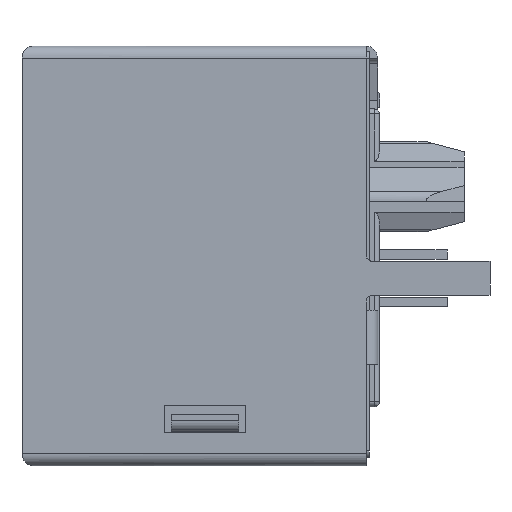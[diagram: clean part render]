
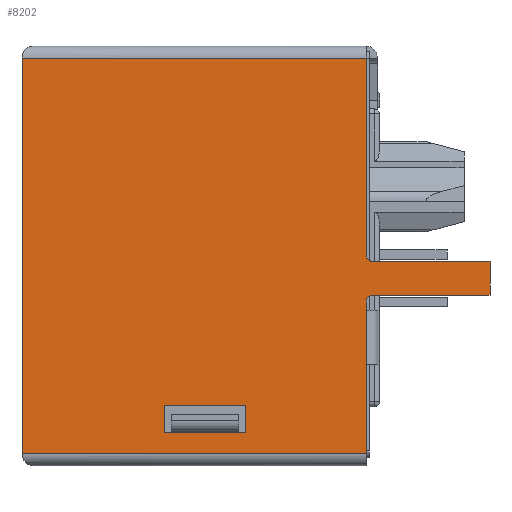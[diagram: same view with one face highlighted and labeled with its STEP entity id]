
A CAD part, left-side view. The second image highlights one B-rep face of the part: STEP entity #8202.
In plain terms, the highlighted planar face has unit normal (-1, 0, 0).
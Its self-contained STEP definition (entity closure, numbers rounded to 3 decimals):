
#1948=DIRECTION('',(0.,0.,1.));
#1949=VECTOR('',#1948,7.374);
#1950=CARTESIAN_POINT('',(-8.128,0.5,-7.823));
#1951=LINE('',#1950,#1949);
#1969=DIRECTION('',(0.,0.,1.));
#1970=VECTOR('',#1969,0.305);
#1971=CARTESIAN_POINT('',(-8.128,0.5,-9.906));
#1972=LINE('',#1971,#1970);
#2118=DIRECTION('',(0.,-1.,0.));
#2119=VECTOR('',#2118,3.048);
#2120=CARTESIAN_POINT('',(-8.128,8.07,-13.462));
#2121=LINE('',#2120,#2119);
#2122=DIRECTION('',(0.,0.,1.));
#2123=VECTOR('',#2122,1.016);
#2124=CARTESIAN_POINT('',(-8.128,8.07,-14.478));
#2125=LINE('',#2124,#2123);
#2126=DIRECTION('',(0.,1.,0.));
#2127=VECTOR('',#2126,3.048);
#2128=CARTESIAN_POINT('',(-8.128,5.022,-14.478));
#2129=LINE('',#2128,#2127);
#2130=DIRECTION('',(0.,0.,-1.));
#2131=VECTOR('',#2130,1.016);
#2132=CARTESIAN_POINT('',(-8.128,5.022,-13.462));
#2133=LINE('',#2132,#2131);
#2134=DIRECTION('',(0.,0.,-1.));
#2135=VECTOR('',#2134,2.032);
#2136=CARTESIAN_POINT('',(-8.128,0.5,-9.906));
#2137=LINE('',#2136,#2135);
#2138=DIRECTION('',(0.,0.,-1.));
#2139=VECTOR('',#2138,3.36);
#2140=CARTESIAN_POINT('',(-8.128,0.5,-11.938));
#2141=LINE('',#2140,#2139);
#2142=DIRECTION('',(0.,1.,0.));
#2143=VECTOR('',#2142,12.903);
#2144=CARTESIAN_POINT('',(-8.128,0.5,-15.298));
#2145=LINE('',#2144,#2143);
#2146=DIRECTION('',(0.,-1.,0.));
#2147=VECTOR('',#2146,12.903);
#2148=CARTESIAN_POINT('',(-8.128,13.404,-0.45));
#2149=LINE('',#2148,#2147);
#2150=DIRECTION('',(0.,-1.,0.));
#2151=VECTOR('',#2150,4.394);
#2152=CARTESIAN_POINT('',(-8.128,0.246,-8.077));
#2153=LINE('',#2152,#2151);
#2576=DIRECTION('',(0.,0.,-1.));
#2577=VECTOR('',#2576,14.849);
#2578=CARTESIAN_POINT('',(-8.128,13.404,-0.45));
#2579=LINE('',#2578,#2577);
#2668=DIRECTION('',(0.,0.,-1.));
#2669=VECTOR('',#2668,1.27);
#2670=CARTESIAN_POINT('',(-8.128,-4.148,-8.077));
#2671=LINE('',#2670,#2669);
#2701=CARTESIAN_POINT('',(-8.128,0.246,-7.823));
#2702=DIRECTION('',(1.,0.,0.));
#2703=DIRECTION('',(0.,0.,-1.));
#2704=AXIS2_PLACEMENT_3D('',#2701,#2702,#2703);
#2714=CARTESIAN_POINT('',(-8.128,0.246,-9.601));
#2715=DIRECTION('',(1.,0.,0.));
#2716=DIRECTION('',(0.,1.,0.));
#2717=AXIS2_PLACEMENT_3D('',#2714,#2715,#2716);
#2728=DIRECTION('',(0.,-1.,0.));
#2729=VECTOR('',#2728,4.394);
#2730=CARTESIAN_POINT('',(-8.128,0.246,-9.347));
#2731=LINE('',#2730,#2729);
#4883=CARTESIAN_POINT('',(-8.128,-4.148,-8.077));
#4885=VERTEX_POINT('',#4883);
#4886=CARTESIAN_POINT('',(-8.128,-4.148,-9.347));
#4887=VERTEX_POINT('',#4886);
#5135=CARTESIAN_POINT('',(-8.128,13.404,-0.45));
#5137=VERTEX_POINT('',#5135);
#5138=CARTESIAN_POINT('',(-8.128,13.404,-15.298));
#5140=VERTEX_POINT('',#5138);
#5243=CARTESIAN_POINT('',(-8.128,0.5,-9.906));
#5244=CARTESIAN_POINT('',(-8.128,0.5,-11.938));
#5245=VERTEX_POINT('',#5243);
#5246=VERTEX_POINT('',#5244);
#5482=CARTESIAN_POINT('',(-8.128,0.5,-0.45));
#5484=VERTEX_POINT('',#5482);
#5489=CARTESIAN_POINT('',(-8.128,0.5,-15.298));
#5491=VERTEX_POINT('',#5489);
#5639=CARTESIAN_POINT('',(-8.128,0.5,-7.823));
#5641=VERTEX_POINT('',#5639);
#5645=CARTESIAN_POINT('',(-8.128,0.246,-8.077));
#5647=VERTEX_POINT('',#5645);
#5652=CARTESIAN_POINT('',(-8.128,0.5,-9.601));
#5653=VERTEX_POINT('',#5652);
#5654=CARTESIAN_POINT('',(-8.128,0.246,-9.347));
#5656=VERTEX_POINT('',#5654);
#6046=CARTESIAN_POINT('',(-8.128,8.07,-13.462));
#6047=VERTEX_POINT('',#6046);
#6048=CARTESIAN_POINT('',(-8.128,5.022,-13.462));
#6049=VERTEX_POINT('',#6048);
#6050=CARTESIAN_POINT('',(-8.128,5.022,-14.478));
#6051=VERTEX_POINT('',#6050);
#6052=CARTESIAN_POINT('',(-8.128,8.07,-14.478));
#6053=VERTEX_POINT('',#6052);
#8166=CARTESIAN_POINT('',(-8.128,13.404,-0.196));
#8167=DIRECTION('',(-1.,0.,0.));
#8168=DIRECTION('',(0.,-1.,0.));
#8169=AXIS2_PLACEMENT_3D('',#8166,#8167,#8168);
#8170=PLANE('',#8169);
#8172=ORIENTED_EDGE('',*,*,#8171,.F.);
#8174=ORIENTED_EDGE('',*,*,#8173,.F.);
#8175=ORIENTED_EDGE('',*,*,#8020,.F.);
#8176=ORIENTED_EDGE('',*,*,#8156,.T.);
#8177=ORIENTED_EDGE('',*,*,#7982,.T.);
#8179=ORIENTED_EDGE('',*,*,#8178,.T.);
#8181=ORIENTED_EDGE('',*,*,#8180,.F.);
#8182=ORIENTED_EDGE('',*,*,#7960,.T.);
#8183=ORIENTED_EDGE('',*,*,#7996,.F.);
#8185=ORIENTED_EDGE('',*,*,#8184,.F.);
#8187=ORIENTED_EDGE('',*,*,#8186,.T.);
#8189=ORIENTED_EDGE('',*,*,#8188,.T.);
#8190=EDGE_LOOP('',(#8172,#8174,#8175,#8176,#8177,#8179,#8181,#8182,#8183,#8185,
#8187,#8189));
#8191=FACE_OUTER_BOUND('',#8190,.F.);
#8193=ORIENTED_EDGE('',*,*,#8192,.F.);
#8195=ORIENTED_EDGE('',*,*,#8194,.F.);
#8197=ORIENTED_EDGE('',*,*,#8196,.F.);
#8199=ORIENTED_EDGE('',*,*,#8198,.F.);
#8200=EDGE_LOOP('',(#8193,#8195,#8197,#8199));
#8201=FACE_BOUND('',#8200,.F.);
#2705=CIRCLE('',#2704,0.254);
#2718=CIRCLE('',#2717,0.254);
#7960=EDGE_CURVE('',#5137,#5484,#2149,.T.);
#7982=EDGE_CURVE('',#5246,#5491,#2141,.T.);
#7996=EDGE_CURVE('',#5641,#5484,#1951,.T.);
#8020=EDGE_CURVE('',#5245,#5653,#1972,.T.);
#8156=EDGE_CURVE('',#5245,#5246,#2137,.T.);
#8171=EDGE_CURVE('',#5656,#4887,#2731,.T.);
#8173=EDGE_CURVE('',#5653,#5656,#2718,.T.);
#8178=EDGE_CURVE('',#5491,#5140,#2145,.T.);
#8180=EDGE_CURVE('',#5137,#5140,#2579,.T.);
#8184=EDGE_CURVE('',#5647,#5641,#2705,.T.);
#8186=EDGE_CURVE('',#5647,#4885,#2153,.T.);
#8188=EDGE_CURVE('',#4885,#4887,#2671,.T.);
#8192=EDGE_CURVE('',#6047,#6049,#2121,.T.);
#8194=EDGE_CURVE('',#6053,#6047,#2125,.T.);
#8196=EDGE_CURVE('',#6051,#6053,#2129,.T.);
#8198=EDGE_CURVE('',#6049,#6051,#2133,.T.);
#8202=ADVANCED_FACE('',(#8191,#8201),#8170,.T.);
